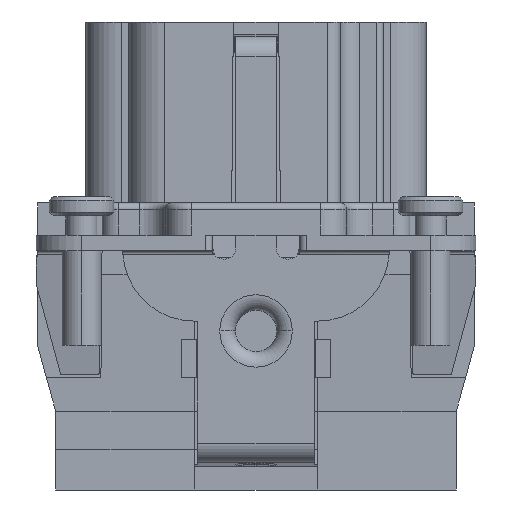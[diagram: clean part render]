
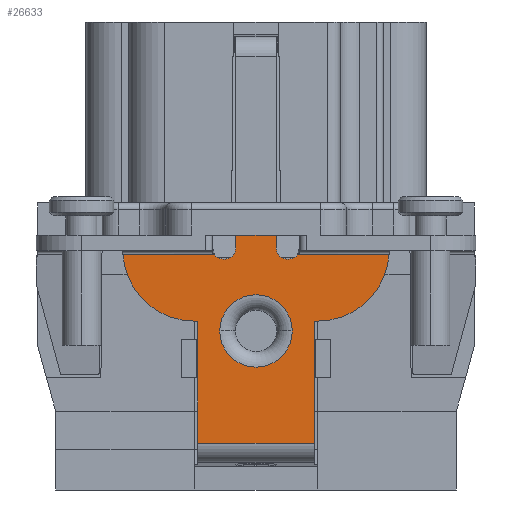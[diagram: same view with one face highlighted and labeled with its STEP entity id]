
A CAD part, left-side view. The second image highlights one B-rep face of the part: STEP entity #26633.
In plain terms, the highlighted planar face has unit normal (-1, 0, 0).
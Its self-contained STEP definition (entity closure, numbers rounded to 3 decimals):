
#1524=DIRECTION('',(0.,1.,0.));
#1525=VECTOR('',#1524,3.1);
#1526=CARTESIAN_POINT('',(-16.4,-1.415,0.));
#1527=LINE('',#1526,#1525);
#1866=DIRECTION('',(0.,1.,0.));
#1867=VECTOR('',#1866,7.085);
#1868=CARTESIAN_POINT('',(-16.4,-10.153,-1.5));
#1869=LINE('',#1868,#1867);
#2007=CARTESIAN_POINT('',(-16.4,0.135,-7.4));
#2008=DIRECTION('',(-1.,0.,0.));
#2009=DIRECTION('',(0.,-1.,0.));
#2010=AXIS2_PLACEMENT_3D('',#2007,#2008,#2009);
#2012=CARTESIAN_POINT('',(-16.4,0.135,-7.4));
#2013=DIRECTION('',(-1.,0.,0.));
#2014=DIRECTION('',(0.,1.,0.));
#2015=AXIS2_PLACEMENT_3D('',#2012,#2013,#2014);
#2017=DIRECTION('',(0.,0.,-1.));
#2018=VECTOR('',#2017,0.929);
#2019=CARTESIAN_POINT('',(-16.4,-1.415,0.));
#2020=LINE('',#2019,#2018);
#2021=CARTESIAN_POINT('',(-16.4,-2.34,-0.929));
#2022=DIRECTION('',(-1.,0.,0.));
#2023=DIRECTION('',(0.,1.,0.));
#2024=AXIS2_PLACEMENT_3D('',#2021,#2022,#2023);
#2026=CARTESIAN_POINT('',(-16.4,-4.665,-1.129));
#2027=DIRECTION('',(1.,0.,0.));
#2028=DIRECTION('',(0.,-0.998,-0.067));
#2029=AXIS2_PLACEMENT_3D('',#2026,#2027,#2028);
#2031=DIRECTION('',(0.,1.,0.));
#2032=VECTOR('',#2031,0.3);
#2033=CARTESIAN_POINT('',(-16.4,-4.665,-6.629));
#2034=LINE('',#2033,#2032);
#2035=DIRECTION('',(0.,0.,-1.));
#2036=VECTOR('',#2035,1.4);
#2037=CARTESIAN_POINT('',(-16.4,-4.365,-6.629));
#2038=LINE('',#2037,#2036);
#2039=DIRECTION('',(0.,-1.,0.));
#2040=VECTOR('',#2039,0.05);
#2041=CARTESIAN_POINT('',(-16.4,-4.365,-8.029));
#2042=LINE('',#2041,#2040);
#2043=DIRECTION('',(0.,1.,0.));
#2044=VECTOR('',#2043,0.05);
#2045=CARTESIAN_POINT('',(-16.4,-4.415,-11.029));
#2046=LINE('',#2045,#2044);
#2047=DIRECTION('',(0.,0.,-1.));
#2048=VECTOR('',#2047,5.05);
#2049=CARTESIAN_POINT('',(-16.4,-4.365,-11.029));
#2050=LINE('',#2049,#2048);
#2051=DIRECTION('',(0.,0.,1.));
#2052=VECTOR('',#2051,5.05);
#2053=CARTESIAN_POINT('',(-16.4,4.635,-16.079));
#2054=LINE('',#2053,#2052);
#2055=DIRECTION('',(0.,1.,0.));
#2056=VECTOR('',#2055,0.05);
#2057=CARTESIAN_POINT('',(-16.4,4.635,-11.029));
#2058=LINE('',#2057,#2056);
#2059=DIRECTION('',(0.,-1.,0.));
#2060=VECTOR('',#2059,0.05);
#2061=CARTESIAN_POINT('',(-16.4,4.685,-8.029));
#2062=LINE('',#2061,#2060);
#2063=DIRECTION('',(0.,0.,1.));
#2064=VECTOR('',#2063,1.4);
#2065=CARTESIAN_POINT('',(-16.4,4.635,-8.029));
#2066=LINE('',#2065,#2064);
#2067=DIRECTION('',(0.,1.,0.));
#2068=VECTOR('',#2067,0.3);
#2069=CARTESIAN_POINT('',(-16.4,4.635,-6.629));
#2070=LINE('',#2069,#2068);
#2071=CARTESIAN_POINT('',(-16.4,4.935,-1.129));
#2072=DIRECTION('',(1.,0.,0.));
#2073=DIRECTION('',(0.,0.,-1.));
#2074=AXIS2_PLACEMENT_3D('',#2071,#2072,#2073);
#2076=CARTESIAN_POINT('',(-16.4,2.61,-0.929));
#2077=DIRECTION('',(-1.,0.,0.));
#2078=DIRECTION('',(0.,0.787,-0.618));
#2079=AXIS2_PLACEMENT_3D('',#2076,#2077,#2078);
#2081=DIRECTION('',(0.,0.,1.));
#2082=VECTOR('',#2081,0.929);
#2083=CARTESIAN_POINT('',(-16.4,1.685,-0.929));
#2084=LINE('',#2083,#2082);
#2347=DIRECTION('',(0.,0.,-1.));
#2348=VECTOR('',#2347,3.);
#2349=CARTESIAN_POINT('',(-16.4,4.685,-8.029));
#2350=LINE('',#2349,#2348);
#2539=DIRECTION('',(0.,1.,0.));
#2540=VECTOR('',#2539,7.085);
#2541=CARTESIAN_POINT('',(-16.4,3.337,-1.5));
#2542=LINE('',#2541,#2540);
#13966=DIRECTION('',(0.,-1.,0.));
#13967=VECTOR('',#13966,9.);
#13968=CARTESIAN_POINT('',(-16.4,4.635,-16.079));
#13969=LINE('',#13968,#13967);
#18165=DIRECTION('',(0.,0.,1.));
#18166=VECTOR('',#18165,3.);
#18167=CARTESIAN_POINT('',(-16.4,-4.415,-11.029));
#18168=LINE('',#18167,#18166);
#20629=CARTESIAN_POINT('',(-16.4,4.685,-11.029));
#20630=VERTEX_POINT('',#20629);
#20635=CARTESIAN_POINT('',(-16.4,4.685,-8.029));
#20636=VERTEX_POINT('',#20635);
#20702=CARTESIAN_POINT('',(-16.4,-1.415,-0.929));
#20703=VERTEX_POINT('',#20702);
#20704=CARTESIAN_POINT('',(-16.4,-3.068,-1.5));
#20705=VERTEX_POINT('',#20704);
#20714=CARTESIAN_POINT('',(-16.4,-10.153,-1.5));
#20715=VERTEX_POINT('',#20714);
#20716=CARTESIAN_POINT('',(-16.4,-4.665,-6.629));
#20717=VERTEX_POINT('',#20716);
#20718=CARTESIAN_POINT('',(-16.4,-4.365,-6.629));
#20719=VERTEX_POINT('',#20718);
#20720=CARTESIAN_POINT('',(-16.4,-4.365,-8.029));
#20721=VERTEX_POINT('',#20720);
#20722=CARTESIAN_POINT('',(-16.4,-4.415,-8.029));
#20723=VERTEX_POINT('',#20722);
#20736=CARTESIAN_POINT('',(-16.4,-4.415,-11.029));
#20738=VERTEX_POINT('',#20736);
#20744=CARTESIAN_POINT('',(-16.4,-4.365,-11.029));
#20745=VERTEX_POINT('',#20744);
#20746=CARTESIAN_POINT('',(-16.4,-4.365,-16.079));
#20747=VERTEX_POINT('',#20746);
#20748=CARTESIAN_POINT('',(-16.4,4.635,-16.079));
#20749=VERTEX_POINT('',#20748);
#20750=CARTESIAN_POINT('',(-16.4,4.635,-11.029));
#20751=VERTEX_POINT('',#20750);
#20752=CARTESIAN_POINT('',(-16.4,4.635,-8.029));
#20753=VERTEX_POINT('',#20752);
#20754=CARTESIAN_POINT('',(-16.4,4.635,-6.629));
#20755=VERTEX_POINT('',#20754);
#20756=CARTESIAN_POINT('',(-16.4,4.935,-6.629));
#20757=VERTEX_POINT('',#20756);
#20758=CARTESIAN_POINT('',(-16.4,10.422,-1.5));
#20759=VERTEX_POINT('',#20758);
#20760=CARTESIAN_POINT('',(-16.4,3.337,-1.5));
#20761=VERTEX_POINT('',#20760);
#20762=CARTESIAN_POINT('',(-16.4,1.685,-0.929));
#20763=VERTEX_POINT('',#20762);
#20764=CARTESIAN_POINT('',(-16.4,-2.665,-7.4));
#20765=CARTESIAN_POINT('',(-16.4,2.935,-7.4));
#20766=VERTEX_POINT('',#20764);
#20767=VERTEX_POINT('',#20765);
#21036=CARTESIAN_POINT('',(-16.4,-1.415,0.));
#21037=CARTESIAN_POINT('',(-16.4,1.685,0.));
#21038=VERTEX_POINT('',#21036);
#21039=VERTEX_POINT('',#21037);
#26581=CARTESIAN_POINT('',(-16.4,0.135,4.871));
#26582=DIRECTION('',(-1.,0.,0.));
#26583=DIRECTION('',(0.,1.,0.));
#26584=AXIS2_PLACEMENT_3D('',#26581,#26582,#26583);
#26585=PLANE('',#26584);
#26586=ORIENTED_EDGE('',*,*,#26011,.F.);
#26587=ORIENTED_EDGE('',*,*,#26519,.T.);
#26588=ORIENTED_EDGE('',*,*,#26538,.T.);
#26589=ORIENTED_EDGE('',*,*,#26289,.F.);
#26590=ORIENTED_EDGE('',*,*,#26341,.T.);
#26592=ORIENTED_EDGE('',*,*,#26591,.T.);
#26594=ORIENTED_EDGE('',*,*,#26593,.T.);
#26596=ORIENTED_EDGE('',*,*,#26595,.T.);
#26598=ORIENTED_EDGE('',*,*,#26597,.F.);
#26600=ORIENTED_EDGE('',*,*,#26599,.T.);
#26602=ORIENTED_EDGE('',*,*,#26601,.T.);
#26604=ORIENTED_EDGE('',*,*,#26603,.F.);
#26606=ORIENTED_EDGE('',*,*,#26605,.T.);
#26608=ORIENTED_EDGE('',*,*,#26607,.T.);
#26610=ORIENTED_EDGE('',*,*,#26609,.F.);
#26612=ORIENTED_EDGE('',*,*,#26611,.T.);
#26614=ORIENTED_EDGE('',*,*,#26613,.T.);
#26616=ORIENTED_EDGE('',*,*,#26615,.T.);
#26618=ORIENTED_EDGE('',*,*,#26617,.T.);
#26620=ORIENTED_EDGE('',*,*,#26619,.F.);
#26622=ORIENTED_EDGE('',*,*,#26621,.T.);
#26624=ORIENTED_EDGE('',*,*,#26623,.T.);
#26625=EDGE_LOOP('',(#26586,#26587,#26588,#26589,#26590,#26592,#26594,#26596,
#26598,#26600,#26602,#26604,#26606,#26608,#26610,#26612,#26614,#26616,#26618,
#26620,#26622,#26624));
#26626=FACE_OUTER_BOUND('',#26625,.F.);
#26628=ORIENTED_EDGE('',*,*,#26627,.T.);
#26630=ORIENTED_EDGE('',*,*,#26629,.T.);
#26631=EDGE_LOOP('',(#26628,#26630));
#26632=FACE_BOUND('',#26631,.F.);
#26633=ADVANCED_FACE('',(#26626,#26632),#26585,.T.);
#2011=CIRCLE('',#2010,2.8);
#2016=CIRCLE('',#2015,2.8);
#2025=CIRCLE('',#2024,0.925);
#2030=CIRCLE('',#2029,5.5);
#2075=CIRCLE('',#2074,5.5);
#2080=CIRCLE('',#2079,0.925);
#26011=EDGE_CURVE('',#21038,#21039,#1527,.T.);
#26289=EDGE_CURVE('',#20715,#20705,#1869,.T.);
#26341=EDGE_CURVE('',#20715,#20717,#2030,.T.);
#26519=EDGE_CURVE('',#21038,#20703,#2020,.T.);
#26538=EDGE_CURVE('',#20703,#20705,#2025,.T.);
#26591=EDGE_CURVE('',#20717,#20719,#2034,.T.);
#26593=EDGE_CURVE('',#20719,#20721,#2038,.T.);
#26595=EDGE_CURVE('',#20721,#20723,#2042,.T.);
#26597=EDGE_CURVE('',#20738,#20723,#18168,.T.);
#26599=EDGE_CURVE('',#20738,#20745,#2046,.T.);
#26601=EDGE_CURVE('',#20745,#20747,#2050,.T.);
#26603=EDGE_CURVE('',#20749,#20747,#13969,.T.);
#26605=EDGE_CURVE('',#20749,#20751,#2054,.T.);
#26607=EDGE_CURVE('',#20751,#20630,#2058,.T.);
#26609=EDGE_CURVE('',#20636,#20630,#2350,.T.);
#26611=EDGE_CURVE('',#20636,#20753,#2062,.T.);
#26613=EDGE_CURVE('',#20753,#20755,#2066,.T.);
#26615=EDGE_CURVE('',#20755,#20757,#2070,.T.);
#26617=EDGE_CURVE('',#20757,#20759,#2075,.T.);
#26619=EDGE_CURVE('',#20761,#20759,#2542,.T.);
#26621=EDGE_CURVE('',#20761,#20763,#2080,.T.);
#26623=EDGE_CURVE('',#20763,#21039,#2084,.T.);
#26627=EDGE_CURVE('',#20766,#20767,#2011,.T.);
#26629=EDGE_CURVE('',#20767,#20766,#2016,.T.);
